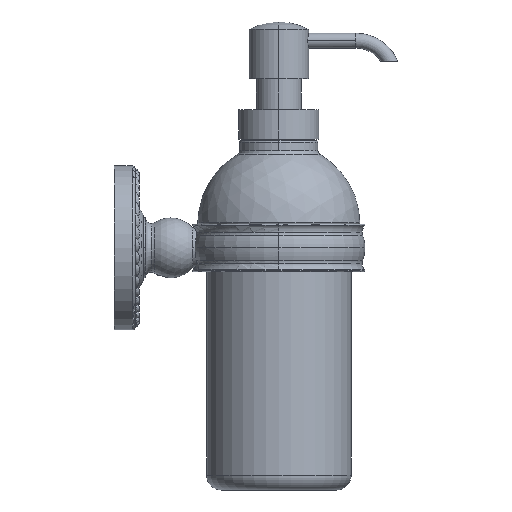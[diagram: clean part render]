
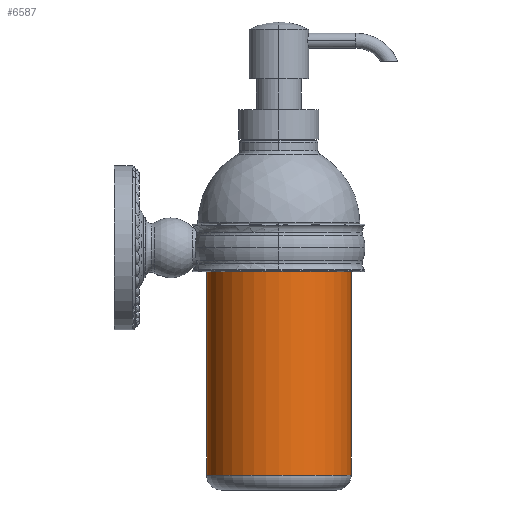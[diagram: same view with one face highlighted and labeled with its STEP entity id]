
A CAD part, left-side view. The second image highlights one B-rep face of the part: STEP entity #6587.
In plain terms, the highlighted cylindrical face has radius 28.994 mm (diameter 57.988 mm), a partial arc.
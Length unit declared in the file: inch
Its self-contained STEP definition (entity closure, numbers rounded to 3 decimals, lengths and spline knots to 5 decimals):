
#5282=CARTESIAN_POINT('',(0.,-2.3362,-0.296));
#5283=DIRECTION('',(0.,0.,-1.));
#5284=DIRECTION('',(0.,-1.,0.));
#5285=AXIS2_PLACEMENT_3D('',#5282,#5283,#5284);
#5287=DIRECTION('',(0.,0.,1.));
#5288=VECTOR('',#5287,3.704);
#5289=CARTESIAN_POINT('',(0.,-3.4777,-4.));
#5290=LINE('',#5289,#5288);
#5291=DIRECTION('',(0.,0.,-1.));
#5292=VECTOR('',#5291,3.704);
#5293=CARTESIAN_POINT('',(0.,-1.1947,-0.296));
#5294=LINE('',#5293,#5292);
#5310=CARTESIAN_POINT('',(0.,-2.3362,-4.));
#5311=DIRECTION('',(0.,0.,1.));
#5312=DIRECTION('',(0.,1.,0.));
#5313=AXIS2_PLACEMENT_3D('',#5310,#5311,#5312);
#5532=CARTESIAN_POINT('',(0.,-1.1947,-0.296));
#5533=VERTEX_POINT('',#5532);
#5534=CARTESIAN_POINT('',(0.,-3.4777,-0.296));
#5535=VERTEX_POINT('',#5534);
#5536=CARTESIAN_POINT('',(0.,-3.4777,-4.));
#5537=VERTEX_POINT('',#5536);
#5538=CARTESIAN_POINT('',(0.,-1.1947,-4.));
#5539=VERTEX_POINT('',#5538);
#6573=CARTESIAN_POINT('',(0.,-2.3362,-4.07408));
#6574=DIRECTION('',(0.,0.,1.));
#6575=DIRECTION('',(0.,-1.,0.));
#6576=AXIS2_PLACEMENT_3D('',#6573,#6574,#6575);
#6577=CYLINDRICAL_SURFACE('',#6576,1.1415);
#6579=ORIENTED_EDGE('',*,*,#6578,.F.);
#6581=ORIENTED_EDGE('',*,*,#6580,.F.);
#6583=ORIENTED_EDGE('',*,*,#6582,.F.);
#6584=ORIENTED_EDGE('',*,*,#6568,.F.);
#6585=EDGE_LOOP('',(#6579,#6581,#6583,#6584));
#6586=FACE_OUTER_BOUND('',#6585,.F.);
#6587=ADVANCED_FACE('',(#6586),#6577,.T.);
#5286=CIRCLE('',#5285,1.1415);
#5314=CIRCLE('',#5313,1.1415);
#6568=EDGE_CURVE('',#5535,#5533,#5286,.T.);
#6578=EDGE_CURVE('',#5537,#5535,#5290,.T.);
#6580=EDGE_CURVE('',#5539,#5537,#5314,.T.);
#6582=EDGE_CURVE('',#5533,#5539,#5294,.T.);
